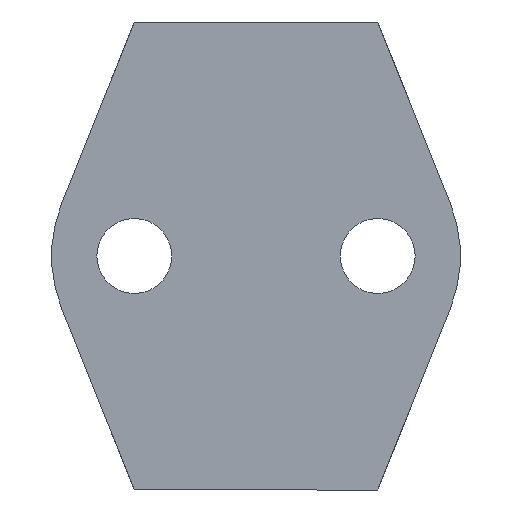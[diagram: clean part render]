
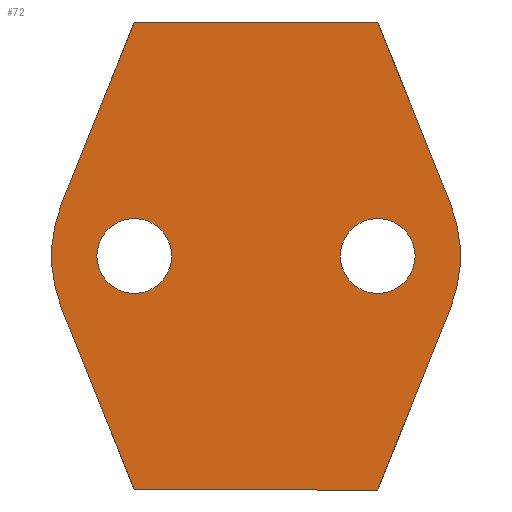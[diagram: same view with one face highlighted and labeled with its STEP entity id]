
A CAD part, front view. The second image highlights one B-rep face of the part: STEP entity #72.
In plain terms, the highlighted planar face has unit normal (0, -1, 0).
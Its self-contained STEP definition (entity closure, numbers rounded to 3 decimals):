
#72=ADVANCED_FACE('',(#228,#230,#232),#234,.T.);
#228=FACE_BOUND('',#229,.T.);
#229=EDGE_LOOP('',(#439,#440,#441,#442,#443,#444,#445,#446));
#230=FACE_BOUND('',#231,.T.);
#231=EDGE_LOOP('',(#447));
#232=FACE_BOUND('',#233,.T.);
#233=EDGE_LOOP('',(#448));
#234=PLANE('',#235);
#235=AXIS2_PLACEMENT_3D('',#236,#237,#238);
#236=CARTESIAN_POINT('',(-5.2,-7.42,0.));
#237=DIRECTION('',(0.,-1.,0.));
#238=DIRECTION('',(1.,0.,0.));
#439=ORIENTED_EDGE('',*,*,#570,.T.);
#440=ORIENTED_EDGE('',*,*,#525,.T.);
#441=ORIENTED_EDGE('',*,*,#571,.T.);
#442=ORIENTED_EDGE('',*,*,#511,.T.);
#443=ORIENTED_EDGE('',*,*,#569,.T.);
#444=ORIENTED_EDGE('',*,*,#572,.F.);
#445=ORIENTED_EDGE('',*,*,#573,.F.);
#446=ORIENTED_EDGE('',*,*,#574,.F.);
#447=ORIENTED_EDGE('',*,*,#575,.T.);
#448=ORIENTED_EDGE('',*,*,#576,.T.);
#511=EDGE_CURVE('',#596,#594,#597,.T.);
#525=EDGE_CURVE('',#624,#622,#625,.T.);
#569=EDGE_CURVE('',#594,#693,#695,.T.);
#570=EDGE_CURVE('',#696,#624,#697,.T.);
#571=EDGE_CURVE('',#622,#596,#698,.T.);
#572=EDGE_CURVE('',#699,#693,#700,.T.);
#573=EDGE_CURVE('',#701,#699,#702,.T.);
#574=EDGE_CURVE('',#696,#701,#703,.T.);
#575=EDGE_CURVE('',#704,#704,#705,.T.);
#576=EDGE_CURVE('',#706,#706,#707,.T.);
#594=VERTEX_POINT('',#735);
#596=VERTEX_POINT('',#739);
#597=LINE('',#740,#741);
#622=VERTEX_POINT('',#792);
#624=VERTEX_POINT('',#796);
#625=LINE('',#797,#798);
#693=VERTEX_POINT('',#951);
#695=LINE('',#955,#956);
#696=VERTEX_POINT('',#958);
#697=LINE('',#959,#960);
#698=CIRCLE('',#962,6.);
#699=VERTEX_POINT('',#966);
#700=LINE('',#967,#968);
#701=VERTEX_POINT('',#970);
#702=CIRCLE('',#971,6.);
#703=LINE('',#975,#976);
#704=VERTEX_POINT('',#978);
#705=CIRCLE('',#979,1.6);
#706=VERTEX_POINT('',#983);
#707=CIRCLE('',#984,1.6);
#735=CARTESIAN_POINT('',(5.2,-7.42,20.));
#739=CARTESIAN_POINT('',(8.309,-7.42,12.228));
#740=CARTESIAN_POINT('',(8.309,-7.42,12.228));
#741=VECTOR('',#742,1.);
#742=DIRECTION('',(-0.371,0.,0.928));
#792=CARTESIAN_POINT('',(8.309,-7.42,7.772));
#796=CARTESIAN_POINT('',(5.2,-7.42,0.));
#797=CARTESIAN_POINT('',(5.2,-7.42,0.));
#798=VECTOR('',#799,1.);
#799=DIRECTION('',(0.371,0.,0.928));
#951=CARTESIAN_POINT('',(-5.2,-7.42,20.));
#955=CARTESIAN_POINT('',(5.2,-7.42,20.));
#956=VECTOR('',#957,1.);
#957=DIRECTION('',(-1.,0.,0.));
#958=CARTESIAN_POINT('',(-5.2,-7.42,0.));
#959=CARTESIAN_POINT('',(-5.2,-7.42,0.));
#960=VECTOR('',#961,1.);
#961=DIRECTION('',(1.,0.,0.));
#962=AXIS2_PLACEMENT_3D('',#963,#964,#965);
#963=CARTESIAN_POINT('',(2.738,-7.42,10.));
#964=DIRECTION('',(0.,-1.,0.));
#965=DIRECTION('',(0.928,0.,-0.371));
#966=CARTESIAN_POINT('',(-8.309,-7.42,12.228));
#967=CARTESIAN_POINT('',(-8.309,-7.42,12.228));
#968=VECTOR('',#969,1.);
#969=DIRECTION('',(0.371,0.,0.928));
#970=CARTESIAN_POINT('',(-8.309,-7.42,7.772));
#971=AXIS2_PLACEMENT_3D('',#972,#973,#974);
#972=CARTESIAN_POINT('',(-2.738,-7.42,10.));
#973=DIRECTION('',(0.,1.,0.));
#974=DIRECTION('',(-0.928,0.,-0.371));
#975=CARTESIAN_POINT('',(-5.2,-7.42,0.));
#976=VECTOR('',#977,1.);
#977=DIRECTION('',(-0.371,0.,0.928));
#978=CARTESIAN_POINT('',(-6.8,-7.42,10.));
#979=AXIS2_PLACEMENT_3D('',#980,#981,#982);
#980=CARTESIAN_POINT('',(-5.2,-7.42,10.));
#981=DIRECTION('',(0.,1.,0.));
#982=DIRECTION('',(-1.,0.,0.));
#983=CARTESIAN_POINT('',(3.6,-7.42,10.));
#984=AXIS2_PLACEMENT_3D('',#985,#986,#987);
#985=CARTESIAN_POINT('',(5.2,-7.42,10.));
#986=DIRECTION('',(0.,1.,0.));
#987=DIRECTION('',(-1.,0.,0.));
